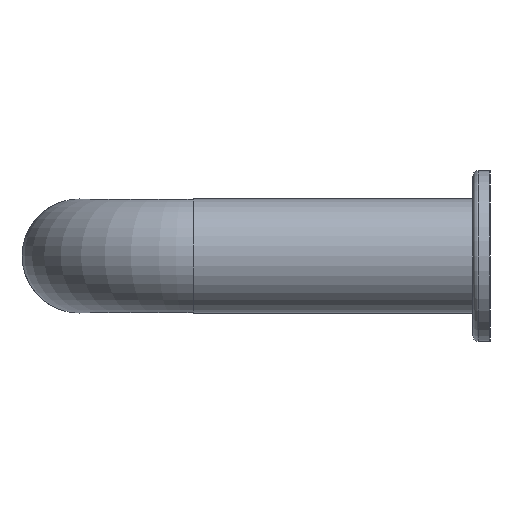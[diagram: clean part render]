
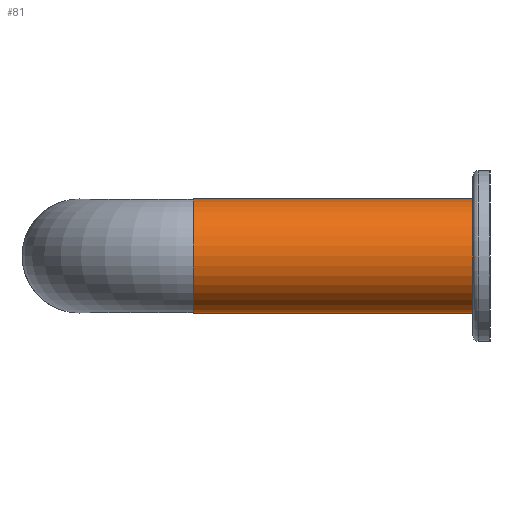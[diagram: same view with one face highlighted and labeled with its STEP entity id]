
A CAD part, left-side view. The second image highlights one B-rep face of the part: STEP entity #81.
In plain terms, the highlighted cylindrical face has radius 5 mm (diameter 10 mm), a full revolution.
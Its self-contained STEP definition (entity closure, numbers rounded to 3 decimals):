
#81 = ADVANCED_FACE( '', ( #180, #181 ), #182, .T. );
#180 = FACE_OUTER_BOUND( '', #287, .T. );
#181 = FACE_OUTER_BOUND( '', #288, .T. );
#182 = CYLINDRICAL_SURFACE( '', #289, 5. );
#287 = EDGE_LOOP( '', ( #420 ) );
#288 = EDGE_LOOP( '', ( #421 ) );
#289 = AXIS2_PLACEMENT_3D( '', #422, #423, #424 );
#420 = ORIENTED_EDGE( '', *, *, #510, .F. );
#421 = ORIENTED_EDGE( '', *, *, #505, .T. );
#422 = CARTESIAN_POINT( '', ( 5., 0., 0. ) );
#423 = DIRECTION( '', ( 0., 1., 0. ) );
#424 = DIRECTION( '', ( 0., 0., -1. ) );
#505 = EDGE_CURVE( '', #572, #572, #573, .T. );
#510 = EDGE_CURVE( '', #579, #579, #580, .T. );
#572 = VERTEX_POINT( '', #645 );
#573 = CIRCLE( '', #646, 5. );
#579 = VERTEX_POINT( '', #652 );
#580 = CIRCLE( '', #653, 5. );
#645 = CARTESIAN_POINT( '', ( 5., 26., -5. ) );
#646 = AXIS2_PLACEMENT_3D( '', #721, #722, #723 );
#652 = CARTESIAN_POINT( '', ( 5., 1.5, -5. ) );
#653 = AXIS2_PLACEMENT_3D( '', #727, #728, #729 );
#721 = CARTESIAN_POINT( '', ( 5., 26., 0. ) );
#722 = DIRECTION( '', ( 0., -1., 0. ) );
#723 = DIRECTION( '', ( 0., 0., -1. ) );
#727 = CARTESIAN_POINT( '', ( 5., 1.5, 0. ) );
#728 = DIRECTION( '', ( 0., -1., 0. ) );
#729 = DIRECTION( '', ( 0., 0., -1. ) );
